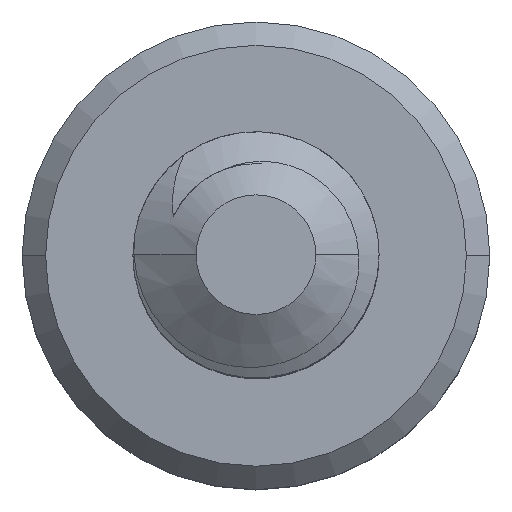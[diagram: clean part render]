
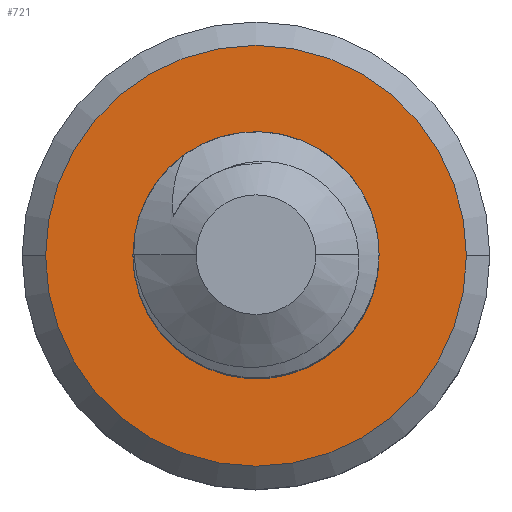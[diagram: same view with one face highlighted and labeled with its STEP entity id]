
A CAD part, top view. The second image highlights one B-rep face of the part: STEP entity #721.
In plain terms, the highlighted planar face has unit normal (0, 0, 1).
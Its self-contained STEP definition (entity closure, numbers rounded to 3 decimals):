
#20 = ORIENTED_EDGE ( 'NONE', *, *, #2245, .T. ) ;
#135 = DIRECTION ( 'NONE',  ( 1., 0., 0. ) ) ;
#194 = CARTESIAN_POINT ( 'NONE',  ( 0.886, -0.416, -5. ) ) ;
#286 = AXIS2_PLACEMENT_3D ( 'NONE', #1873, #2167, #446 ) ;
#392 = EDGE_CURVE ( 'NONE', #2643, #2863, #2577, .T. ) ;
#414 = CARTESIAN_POINT ( 'NONE',  ( 0., 0., -5. ) ) ;
#446 = DIRECTION ( 'NONE',  ( -1., 0., 0. ) ) ;
#469 = CARTESIAN_POINT ( 'NONE',  ( -0.331, -0.908, -5. ) ) ;
#487 = CARTESIAN_POINT ( 'NONE',  ( 0.701, -0.714, -5. ) ) ;
#575 = DIRECTION ( 'NONE',  ( 0., 0., 1. ) ) ;
#587 = DIRECTION ( 'NONE',  ( 0., 0., 1. ) ) ;
#599 = CARTESIAN_POINT ( 'NONE',  ( 1.71, 0., -5. ) ) ;
#647 = VERTEX_POINT ( 'NONE', #2931 ) ;
#704 = PLANE ( 'NONE',  #286 ) ;
#706 = DIRECTION ( 'NONE',  ( -1., 0., 0. ) ) ;
#721 = ADVANCED_FACE ( 'NONE', ( #3405, #1963 ), #704, .F. ) ;
#757 = CARTESIAN_POINT ( 'NONE',  ( -0.613, -0.708, -5. ) ) ;
#869 = CIRCLE ( 'NONE', #997, 1. ) ;
#906 = ORIENTED_EDGE ( 'NONE', *, *, #2785, .T. ) ;
#997 = AXIS2_PLACEMENT_3D ( 'NONE', #2308, #587, #2593 ) ;
#1008 = ORIENTED_EDGE ( 'NONE', *, *, #3331, .T. ) ;
#1017 = AXIS2_PLACEMENT_3D ( 'NONE', #414, #2427, #706 ) ;
#1041 = CARTESIAN_POINT ( 'NONE',  ( -0.843, -0.241, -5. ) ) ;
#1080 = CARTESIAN_POINT ( 'NONE',  ( -1.71, 0., -5. ) ) ;
#1227 = EDGE_CURVE ( 'NONE', #3608, #647, #869, .T. ) ;
#1275 = EDGE_LOOP ( 'NONE', ( #3049, #906 ) ) ;
#1332 = CARTESIAN_POINT ( 'NONE',  ( -0.758, 0.275, -5. ) ) ;
#1338 = CARTESIAN_POINT ( 'NONE',  ( 0.349, 0.729, -5. ) ) ;
#1348 = CARTESIAN_POINT ( 'NONE',  ( -0.519, 0.528, -5. ) ) ;
#1378 = VERTEX_POINT ( 'NONE', #1404 ) ;
#1382 = ORIENTED_EDGE ( 'NONE', *, *, #2575, .T. ) ;
#1404 = CARTESIAN_POINT ( 'NONE',  ( 0., 0.74, -5. ) ) ;
#1552 = CARTESIAN_POINT ( 'NONE',  ( 0.173, 0.764, -5. ) ) ;
#1608 = CARTESIAN_POINT ( 'NONE',  ( 0., -1., -5. ) ) ;
#1624 = CARTESIAN_POINT ( 'NONE',  ( -0.519, 0.528, -5. ) ) ;
#1628 = CARTESIAN_POINT ( 'NONE',  ( 0.768, 0.419, -5. ) ) ;
#1653 = EDGE_LOOP ( 'NONE', ( #3725, #20, #1008, #1382 ) ) ;
#1672 = B_SPLINE_CURVE_WITH_KNOTS ( 'NONE', 3,
 ( #3563, #1552, #1338, #3356, #1628, #3642, #1915, #194, #2203, #487 ),
 .UNSPECIFIED., .F., .F.,
 ( 4, 2, 2, 2, 4 ),
 ( 0., 0.001, 0.001, 0.002, 0.002 ),
 .UNSPECIFIED. ) ;
#1850 = DIRECTION ( 'NONE',  ( 0., 0., -1. ) ) ;
#1873 = CARTESIAN_POINT ( 'NONE',  ( 0., 0., -5. ) ) ;
#1885 = AXIS2_PLACEMENT_3D ( 'NONE', #3579, #1850, #135 ) ;
#1915 = CARTESIAN_POINT ( 'NONE',  ( 0.936, -0.075, -5. ) ) ;
#1919 = VERTEX_POINT ( 'NONE', #1348 ) ;
#1963 = FACE_BOUND ( 'NONE', #1653, .T. ) ;
#2167 = DIRECTION ( 'NONE',  ( 0., 0., -1. ) ) ;
#2186 = CARTESIAN_POINT ( 'NONE',  ( -0.17, -0.971, -5. ) ) ;
#2203 = CARTESIAN_POINT ( 'NONE',  ( 0.811, -0.578, -5. ) ) ;
#2222 = B_SPLINE_CURVE_WITH_KNOTS ( 'NONE', 3,
 ( #1608, #3334, #2186, #469, #2483, #757, #2755, #1041, #3054, #1332, #3350, #1624 ),
 .UNSPECIFIED., .F., .F.,
 ( 4, 2, 2, 2, 2, 4 ),
 ( 0., 0., 0.001, 0.001, 0.002, 0.002 ),
 .UNSPECIFIED. ) ;
#2245 = EDGE_CURVE ( 'NONE', #3608, #1919, #2222, .T. ) ;
#2285 = AXIS2_PLACEMENT_3D ( 'NONE', #2297, #575, #2579 ) ;
#2297 = CARTESIAN_POINT ( 'NONE',  ( 0., 0., -5. ) ) ;
#2308 = CARTESIAN_POINT ( 'NONE',  ( 0., 0., -5. ) ) ;
#2427 = DIRECTION ( 'NONE',  ( 0., 0., 1. ) ) ;
#2483 = CARTESIAN_POINT ( 'NONE',  ( -0.407, -0.865, -5. ) ) ;
#2538 = CIRCLE ( 'NONE', #2285, 1.71 ) ;
#2575 = EDGE_CURVE ( 'NONE', #1378, #647, #1672, .T. ) ;
#2577 = CIRCLE ( 'NONE', #1017, 1.71 ) ;
#2579 = DIRECTION ( 'NONE',  ( -1., 0., 0. ) ) ;
#2593 = DIRECTION ( 'NONE',  ( 1., 0., 0. ) ) ;
#2643 = VERTEX_POINT ( 'NONE', #1080 ) ;
#2755 = CARTESIAN_POINT ( 'NONE',  ( -0.722, -0.563, -5. ) ) ;
#2785 = EDGE_CURVE ( 'NONE', #2863, #2643, #2538, .T. ) ;
#2863 = VERTEX_POINT ( 'NONE', #599 ) ;
#2931 = CARTESIAN_POINT ( 'NONE',  ( 0.701, -0.714, -5. ) ) ;
#3049 = ORIENTED_EDGE ( 'NONE', *, *, #392, .T. ) ;
#3054 = CARTESIAN_POINT ( 'NONE',  ( -0.851, -0.061, -5. ) ) ;
#3331 = EDGE_CURVE ( 'NONE', #1919, #1378, #3370, .T. ) ;
#3334 = CARTESIAN_POINT ( 'NONE',  ( -0.087, -0.991, -5. ) ) ;
#3350 = CARTESIAN_POINT ( 'NONE',  ( -0.66, 0.426, -5. ) ) ;
#3356 = CARTESIAN_POINT ( 'NONE',  ( 0.651, 0.555, -5. ) ) ;
#3370 = CIRCLE ( 'NONE', #1885, 0.74 ) ;
#3405 = FACE_OUTER_BOUND ( 'NONE', #1275, .T. ) ;
#3413 = CARTESIAN_POINT ( 'NONE',  ( 0., -1., -5. ) ) ;
#3563 = CARTESIAN_POINT ( 'NONE',  ( 0., 0.74, -5. ) ) ;
#3579 = CARTESIAN_POINT ( 'NONE',  ( 0., 0., -5. ) ) ;
#3608 = VERTEX_POINT ( 'NONE', #3413 ) ;
#3642 = CARTESIAN_POINT ( 'NONE',  ( 0.911, 0.103, -5. ) ) ;
#3725 = ORIENTED_EDGE ( 'NONE', *, *, #1227, .F. ) ;
